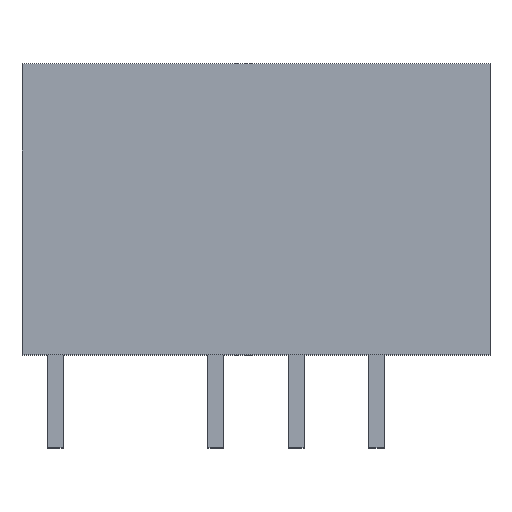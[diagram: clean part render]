
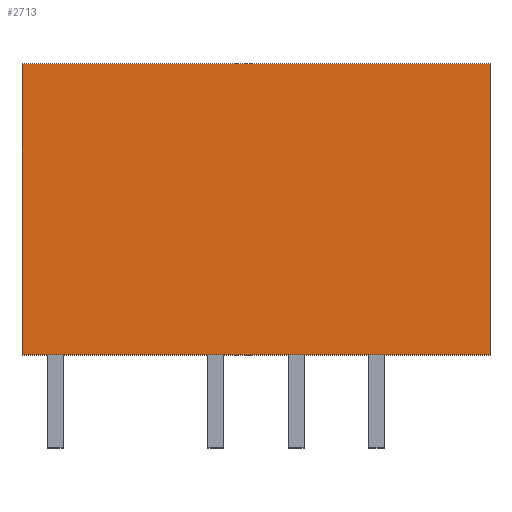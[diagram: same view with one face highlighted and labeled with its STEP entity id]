
A CAD part, top view. The second image highlights one B-rep face of the part: STEP entity #2713.
In plain terms, the highlighted planar face has unit normal (0, 0, 1).
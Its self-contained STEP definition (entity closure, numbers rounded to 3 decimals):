
#44 = PLANE('',#45);
#45 = AXIS2_PLACEMENT_3D('',#46,#47,#48);
#46 = CARTESIAN_POINT('',(0.,0.,0.));
#47 = DIRECTION('',(0.,1.,0.));
#48 = DIRECTION('',(1.,0.,0.));
#659 = VERTEX_POINT('',#660);
#660 = CARTESIAN_POINT('',(-7.4,0.,3.65));
#676 = PLANE('',#677);
#677 = AXIS2_PLACEMENT_3D('',#678,#679,#680);
#678 = CARTESIAN_POINT('',(-7.4,4.6,0.));
#679 = DIRECTION('',(1.,0.,0.));
#680 = DIRECTION('',(0.,1.,0.));
#717 = VERTEX_POINT('',#718);
#718 = CARTESIAN_POINT('',(7.4,0.,3.65));
#732 = PLANE('',#733);
#733 = AXIS2_PLACEMENT_3D('',#734,#735,#736);
#734 = CARTESIAN_POINT('',(7.4,4.6,0.));
#735 = DIRECTION('',(-1.,0.,0.));
#736 = DIRECTION('',(0.,0.,1.));
#744 = EDGE_CURVE('',#659,#717,#745,.T.);
#745 = SURFACE_CURVE('',#746,(#750,#757),.PCURVE_S1.);
#746 = LINE('',#747,#748);
#747 = CARTESIAN_POINT('',(0.,0.,3.65));
#748 = VECTOR('',#749,1.);
#749 = DIRECTION('',(1.,0.,0.));
#750 = PCURVE('',#44,#751);
#751 = DEFINITIONAL_REPRESENTATION('',(#752),#756);
#752 = LINE('',#753,#754);
#753 = CARTESIAN_POINT('',(0.,-3.65));
#754 = VECTOR('',#755,1.);
#755 = DIRECTION('',(1.,0.));
#756 = ( GEOMETRIC_REPRESENTATION_CONTEXT(2) 
PARAMETRIC_REPRESENTATION_CONTEXT() REPRESENTATION_CONTEXT('2D SPACE',''
  ) );
#757 = PCURVE('',#758,#763);
#758 = PLANE('',#759);
#759 = AXIS2_PLACEMENT_3D('',#760,#761,#762);
#760 = CARTESIAN_POINT('',(0.,4.6,3.65));
#761 = DIRECTION('',(0.,0.,1.));
#762 = DIRECTION('',(1.,0.,0.));
#763 = DEFINITIONAL_REPRESENTATION('',(#764),#768);
#764 = LINE('',#765,#766);
#765 = CARTESIAN_POINT('',(0.,-4.6));
#766 = VECTOR('',#767,1.);
#767 = DIRECTION('',(1.,0.));
#768 = ( GEOMETRIC_REPRESENTATION_CONTEXT(2) 
PARAMETRIC_REPRESENTATION_CONTEXT() REPRESENTATION_CONTEXT('2D SPACE',''
  ) );
#2713 = ADVANCED_FACE('',(#2714),#758,.T.);
#2714 = FACE_BOUND('',#2715,.T.);
#2715 = EDGE_LOOP('',(#2716,#2739,#2767,#2788));
#2716 = ORIENTED_EDGE('',*,*,#2717,.T.);
#2717 = EDGE_CURVE('',#717,#2718,#2720,.T.);
#2718 = VERTEX_POINT('',#2719);
#2719 = CARTESIAN_POINT('',(7.4,9.2,3.65));
#2720 = SURFACE_CURVE('',#2721,(#2725,#2732),.PCURVE_S1.);
#2721 = LINE('',#2722,#2723);
#2722 = CARTESIAN_POINT('',(7.4,4.6,3.65));
#2723 = VECTOR('',#2724,1.);
#2724 = DIRECTION('',(0.,1.,0.));
#2725 = PCURVE('',#758,#2726);
#2726 = DEFINITIONAL_REPRESENTATION('',(#2727),#2731);
#2727 = LINE('',#2728,#2729);
#2728 = CARTESIAN_POINT('',(7.4,0.));
#2729 = VECTOR('',#2730,1.);
#2730 = DIRECTION('',(0.,1.));
#2731 = ( GEOMETRIC_REPRESENTATION_CONTEXT(2) 
PARAMETRIC_REPRESENTATION_CONTEXT() REPRESENTATION_CONTEXT('2D SPACE',''
  ) );
#2732 = PCURVE('',#732,#2733);
#2733 = DEFINITIONAL_REPRESENTATION('',(#2734),#2738);
#2734 = LINE('',#2735,#2736);
#2735 = CARTESIAN_POINT('',(3.65,0.));
#2736 = VECTOR('',#2737,1.);
#2737 = DIRECTION('',(0.,1.));
#2738 = ( GEOMETRIC_REPRESENTATION_CONTEXT(2) 
PARAMETRIC_REPRESENTATION_CONTEXT() REPRESENTATION_CONTEXT('2D SPACE',''
  ) );
#2739 = ORIENTED_EDGE('',*,*,#2740,.T.);
#2740 = EDGE_CURVE('',#2718,#2741,#2743,.T.);
#2741 = VERTEX_POINT('',#2742);
#2742 = CARTESIAN_POINT('',(-7.4,9.2,3.65));
#2743 = SURFACE_CURVE('',#2744,(#2748,#2755),.PCURVE_S1.);
#2744 = LINE('',#2745,#2746);
#2745 = CARTESIAN_POINT('',(0.,9.2,3.65));
#2746 = VECTOR('',#2747,1.);
#2747 = DIRECTION('',(-1.,0.,0.));
#2748 = PCURVE('',#758,#2749);
#2749 = DEFINITIONAL_REPRESENTATION('',(#2750),#2754);
#2750 = LINE('',#2751,#2752);
#2751 = CARTESIAN_POINT('',(0.,4.6));
#2752 = VECTOR('',#2753,1.);
#2753 = DIRECTION('',(-1.,0.));
#2754 = ( GEOMETRIC_REPRESENTATION_CONTEXT(2) 
PARAMETRIC_REPRESENTATION_CONTEXT() REPRESENTATION_CONTEXT('2D SPACE',''
  ) );
#2755 = PCURVE('',#2756,#2761);
#2756 = PLANE('',#2757);
#2757 = AXIS2_PLACEMENT_3D('',#2758,#2759,#2760);
#2758 = CARTESIAN_POINT('',(0.,9.2,0.));
#2759 = DIRECTION('',(0.,-1.,0.));
#2760 = DIRECTION('',(0.,0.,-1.));
#2761 = DEFINITIONAL_REPRESENTATION('',(#2762),#2766);
#2762 = LINE('',#2763,#2764);
#2763 = CARTESIAN_POINT('',(-3.65,0.));
#2764 = VECTOR('',#2765,1.);
#2765 = DIRECTION('',(0.,-1.));
#2766 = ( GEOMETRIC_REPRESENTATION_CONTEXT(2) 
PARAMETRIC_REPRESENTATION_CONTEXT() REPRESENTATION_CONTEXT('2D SPACE',''
  ) );
#2767 = ORIENTED_EDGE('',*,*,#2768,.T.);
#2768 = EDGE_CURVE('',#2741,#659,#2769,.T.);
#2769 = SURFACE_CURVE('',#2770,(#2774,#2781),.PCURVE_S1.);
#2770 = LINE('',#2771,#2772);
#2771 = CARTESIAN_POINT('',(-7.4,4.6,3.65));
#2772 = VECTOR('',#2773,1.);
#2773 = DIRECTION('',(0.,-1.,0.));
#2774 = PCURVE('',#758,#2775);
#2775 = DEFINITIONAL_REPRESENTATION('',(#2776),#2780);
#2776 = LINE('',#2777,#2778);
#2777 = CARTESIAN_POINT('',(-7.4,0.));
#2778 = VECTOR('',#2779,1.);
#2779 = DIRECTION('',(0.,-1.));
#2780 = ( GEOMETRIC_REPRESENTATION_CONTEXT(2) 
PARAMETRIC_REPRESENTATION_CONTEXT() REPRESENTATION_CONTEXT('2D SPACE',''
  ) );
#2781 = PCURVE('',#676,#2782);
#2782 = DEFINITIONAL_REPRESENTATION('',(#2783),#2787);
#2783 = LINE('',#2784,#2785);
#2784 = CARTESIAN_POINT('',(0.,3.65));
#2785 = VECTOR('',#2786,1.);
#2786 = DIRECTION('',(-1.,0.));
#2787 = ( GEOMETRIC_REPRESENTATION_CONTEXT(2) 
PARAMETRIC_REPRESENTATION_CONTEXT() REPRESENTATION_CONTEXT('2D SPACE',''
  ) );
#2788 = ORIENTED_EDGE('',*,*,#744,.T.);
